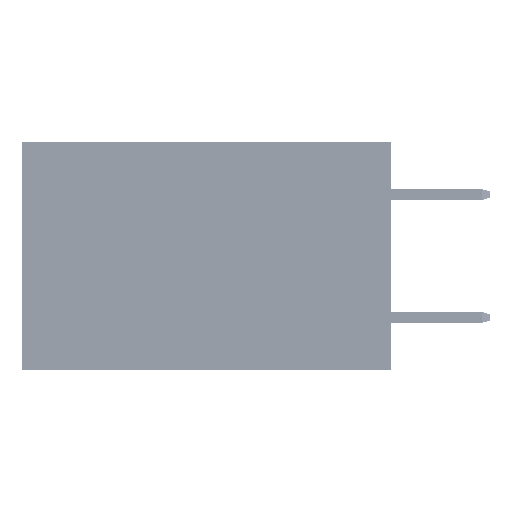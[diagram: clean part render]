
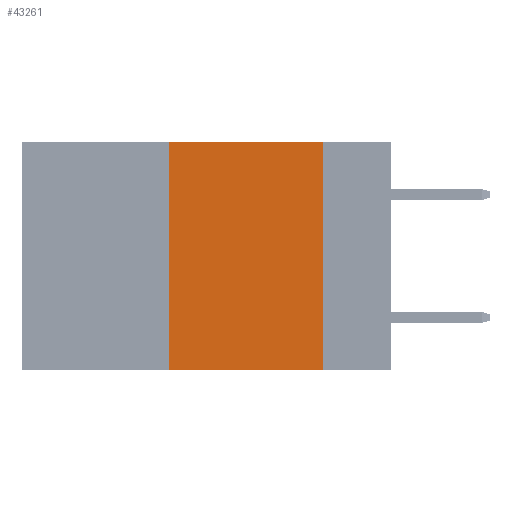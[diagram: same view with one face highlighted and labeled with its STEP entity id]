
A CAD part, left-side view. The second image highlights one B-rep face of the part: STEP entity #43261.
In plain terms, the highlighted planar face has unit normal (-1, 0, 0).
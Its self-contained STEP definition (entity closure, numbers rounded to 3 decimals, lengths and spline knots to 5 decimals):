
#457 = VERTEX_POINT ( 'NONE', #15264 ) ;
#719 = LINE ( 'NONE', #15234, #25218 ) ;
#863 = DIRECTION ( 'NONE',  ( 0., -1., 0. ) ) ;
#1370 = DIRECTION ( 'NONE',  ( 0., -1., 0. ) ) ;
#3865 = CARTESIAN_POINT ( 'NONE',  ( 0., 0.36, -0.37 ) ) ;
#5480 = CARTESIAN_POINT ( 'NONE',  ( 0., 0.6, 0. ) ) ;
#6446 = EDGE_CURVE ( 'NONE', #29030, #18433, #14261, .T. ) ;
#6804 = DIRECTION ( 'NONE',  ( 0., 0., -1. ) ) ;
#8844 = VECTOR ( 'NONE', #40552, 39.37008 ) ;
#12811 = EDGE_CURVE ( 'NONE', #457, #18123, #50690, .T. ) ;
#13929 = ORIENTED_EDGE ( 'NONE', *, *, #25870, .F. ) ;
#14261 = LINE ( 'NONE', #33662, #33676 ) ;
#14783 = CARTESIAN_POINT ( 'NONE',  ( 0., 0.11, 0. ) ) ;
#15234 = CARTESIAN_POINT ( 'NONE',  ( 0., 0.36, 0. ) ) ;
#15264 = CARTESIAN_POINT ( 'NONE',  ( 0., 0.36, 0. ) ) ;
#18123 = VERTEX_POINT ( 'NONE', #14783 ) ;
#18433 = VERTEX_POINT ( 'NONE', #48674 ) ;
#18532 = DIRECTION ( 'NONE',  ( 1., 0., 0. ) ) ;
#18714 = PLANE ( 'NONE',  #38283 ) ;
#18938 = ORIENTED_EDGE ( 'NONE', *, *, #6446, .T. ) ;
#22952 = DIRECTION ( 'NONE',  ( 0., 0., 1. ) ) ;
#25089 = CARTESIAN_POINT ( 'NONE',  ( 0., 0.11, 0. ) ) ;
#25218 = VECTOR ( 'NONE', #22952, 39.37008 ) ;
#25870 = EDGE_CURVE ( 'NONE', #29030, #457, #719, .T. ) ;
#26380 = LINE ( 'NONE', #25089, #8844 ) ;
#29030 = VERTEX_POINT ( 'NONE', #3865 ) ;
#30459 = CARTESIAN_POINT ( 'NONE',  ( 0., 0.6, 0. ) ) ;
#33662 = CARTESIAN_POINT ( 'NONE',  ( 0., 0.6, -0.37 ) ) ;
#33676 = VECTOR ( 'NONE', #1370, 39.37008 ) ;
#37463 = EDGE_CURVE ( 'NONE', #18123, #18433, #26380, .T. ) ;
#38283 = AXIS2_PLACEMENT_3D ( 'NONE', #30459, #18532, #6804 ) ;
#40552 = DIRECTION ( 'NONE',  ( 0., 0., -1. ) ) ;
#43261 = ADVANCED_FACE ( 'NONE', ( #43445 ), #18714, .F. ) ;
#43445 = FACE_OUTER_BOUND ( 'NONE', #50902, .T. ) ;
#46181 = ORIENTED_EDGE ( 'NONE', *, *, #37463, .F. ) ;
#48674 = CARTESIAN_POINT ( 'NONE',  ( 0., 0.11, -0.37 ) ) ;
#48854 = VECTOR ( 'NONE', #863, 39.37008 ) ;
#50509 = ORIENTED_EDGE ( 'NONE', *, *, #12811, .F. ) ;
#50690 = LINE ( 'NONE', #5480, #48854 ) ;
#50902 = EDGE_LOOP ( 'NONE', ( #46181, #50509, #13929, #18938 ) ) ;
